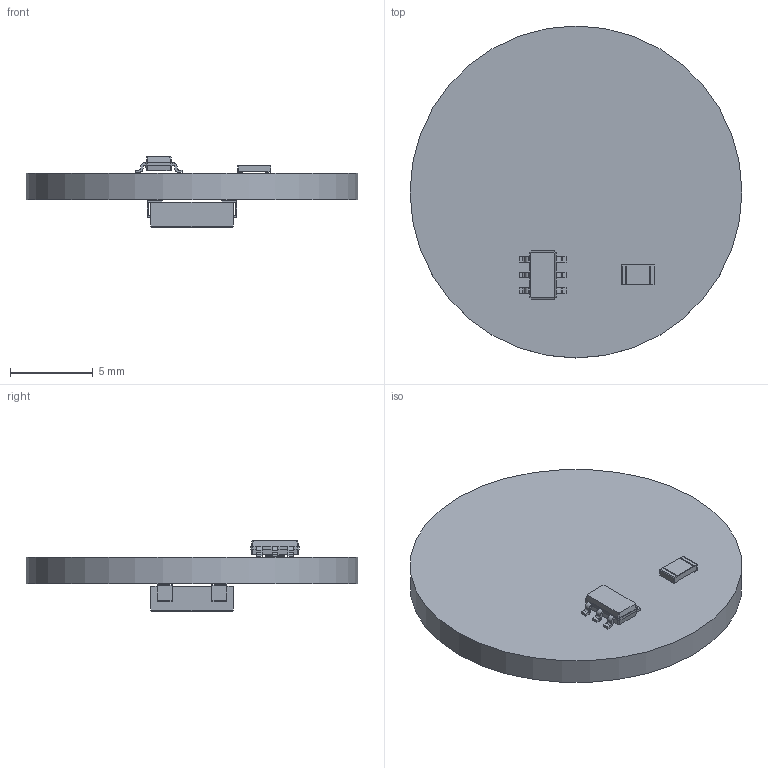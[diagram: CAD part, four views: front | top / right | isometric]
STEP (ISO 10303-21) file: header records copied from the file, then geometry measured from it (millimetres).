
FILE_DESCRIPTION(('KiCad electronic assembly'),'2;1');
FILE_NAME('lightPixel-3D.step','2024-11-11T14:56:08',('Pcbnew'),('Kicad' ),'Open CASCADE STEP processor 7.6','KiCad to STEP converter', 'Unknown');
FILE_SCHEMA(('AUTOMOTIVE_DESIGN { 1 0 10303 214 1 1 1 1 }'));
Length unit declared in the file: millimetre
Products named in the file (8): lightPixel-3D 1; TSOT-23-6; TSOT_23_6; R_0805_2012Metric; LED_WS2812B_PLCC4_5.0x5.0mm_P3.2mm; LED_WS2812B_PLCC4_50x50mm_P32mm; kibot_7lv1_fqs_PCB
Assembly tree (7 placements, depth 3):
  lightPixel-3D 1
    TSOT-23-6
      TSOT_23_6
    R_0805_2012Metric
      R_0805_2012Metric
    LED_WS2812B_PLCC4_5.0x5.0mm_P3.2mm
      LED_WS2812B_PLCC4_50x50mm_P32mm
    kibot_7lv1_fqs_PCB
Bounding box: 20 x 20 x 4.25 mm (x, y, z)
Volume: 541.9 mm3; surface area: 848.9 mm2
Topology: 4 solids, 4 shells, 221 faces, 590 edges, 374 vertices
Faces by surface type: plane 135, cylinder 55, bspline 30, cone 1
Full cylindrical faces by diameter (mm): 3.333 x1, 20 x1
Entity records: 8425 total; most frequent: CARTESIAN_POINT 1315, ORIENTED_EDGE 1180, DIRECTION 1062, EDGE_CURVE 590, LINE 452, VECTOR 452, VERTEX_POINT 374, AXIS2_PLACEMENT_3D 305
